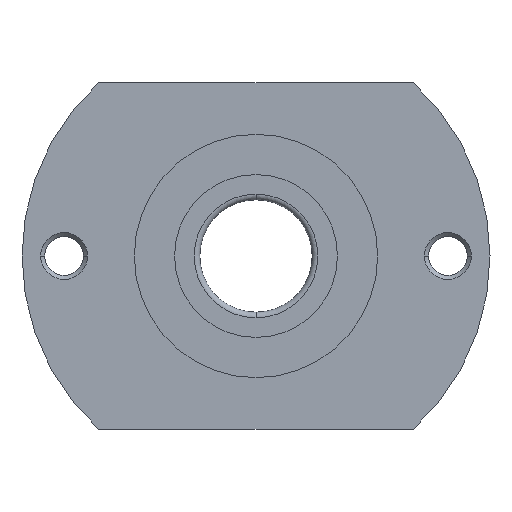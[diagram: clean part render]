
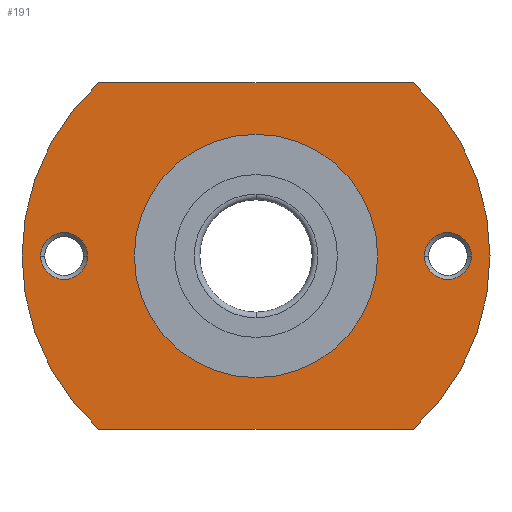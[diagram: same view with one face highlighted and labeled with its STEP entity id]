
A CAD part, left-side view. The second image highlights one B-rep face of the part: STEP entity #191.
In plain terms, the highlighted planar face has unit normal (-1, 0, 0).
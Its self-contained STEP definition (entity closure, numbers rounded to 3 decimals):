
#191 = ADVANCED_FACE( '', ( #281, #282, #283, #284 ), #285, .T. );
#281 = FACE_BOUND( '', #438, .T. );
#282 = FACE_BOUND( '', #439, .T. );
#283 = FACE_OUTER_BOUND( '', #440, .T. );
#284 = FACE_BOUND( '', #441, .T. );
#285 = PLANE( '', #442 );
#438 = EDGE_LOOP( '', ( #695, #696 ) );
#439 = EDGE_LOOP( '', ( #697, #698 ) );
#440 = EDGE_LOOP( '', ( #699, #700, #701, #702, #703, #704 ) );
#441 = EDGE_LOOP( '', ( #705, #706 ) );
#442 = AXIS2_PLACEMENT_3D( '', #707, #708, #709 );
#695 = ORIENTED_EDGE( '', *, *, #1135, .T. );
#696 = ORIENTED_EDGE( '', *, *, #1123, .T. );
#697 = ORIENTED_EDGE( '', *, *, #1139, .T. );
#698 = ORIENTED_EDGE( '', *, *, #1113, .T. );
#699 = ORIENTED_EDGE( '', *, *, #1141, .T. );
#700 = ORIENTED_EDGE( '', *, *, #1109, .T. );
#701 = ORIENTED_EDGE( '', *, *, #1146, .T. );
#702 = ORIENTED_EDGE( '', *, *, #1144, .T. );
#703 = ORIENTED_EDGE( '', *, *, #1147, .T. );
#704 = ORIENTED_EDGE( '', *, *, #1091, .T. );
#705 = ORIENTED_EDGE( '', *, *, #1148, .F. );
#706 = ORIENTED_EDGE( '', *, *, #1107, .F. );
#707 = CARTESIAN_POINT( '', ( -7.5, 19., 0. ) );
#708 = DIRECTION( '', ( -1., 0., 0. ) );
#709 = DIRECTION( '', ( 0., 1., 0. ) );
#1091 = EDGE_CURVE( '', #1252, #1256, #1258, .T. );
#1107 = EDGE_CURVE( '', #1288, #1284, #1290, .T. );
#1109 = EDGE_CURVE( '', #1294, #1291, #1295, .T. );
#1113 = EDGE_CURVE( '', #1302, #1299, #1303, .T. );
#1123 = EDGE_CURVE( '', #1320, #1317, #1321, .T. );
#1135 = EDGE_CURVE( '', #1317, #1320, #1338, .T. );
#1139 = EDGE_CURVE( '', #1299, #1302, #1342, .T. );
#1141 = EDGE_CURVE( '', #1256, #1294, #1344, .T. );
#1144 = EDGE_CURVE( '', #1350, #1348, #1351, .T. );
#1146 = EDGE_CURVE( '', #1291, #1350, #1353, .T. );
#1147 = EDGE_CURVE( '', #1348, #1252, #1354, .T. );
#1148 = EDGE_CURVE( '', #1284, #1288, #1355, .T. );
#1252 = VERTEX_POINT( '', #1522 );
#1256 = VERTEX_POINT( '', #1527 );
#1258 = CIRCLE( '', #1530, 25. );
#1284 = VERTEX_POINT( '', #1562 );
#1288 = VERTEX_POINT( '', #1567 );
#1290 = CIRCLE( '', #1570, 13. );
#1291 = VERTEX_POINT( '', #1571 );
#1294 = VERTEX_POINT( '', #1575 );
#1295 = CIRCLE( '', #1576, 25. );
#1299 = VERTEX_POINT( '', #1581 );
#1302 = VERTEX_POINT( '', #1585 );
#1303 = CIRCLE( '', #1586, 2.5 );
#1317 = VERTEX_POINT( '', #1605 );
#1320 = VERTEX_POINT( '', #1609 );
#1321 = CIRCLE( '', #1610, 2.5 );
#1338 = CIRCLE( '', #1632, 2.5 );
#1342 = CIRCLE( '', #1636, 2.5 );
#1344 = LINE( '', #1639, #1640 );
#1348 = VERTEX_POINT( '', #1645 );
#1350 = VERTEX_POINT( '', #1648 );
#1351 = LINE( '', #1649, #1650 );
#1353 = CIRCLE( '', #1653, 25. );
#1354 = CIRCLE( '', #1654, 25. );
#1355 = CIRCLE( '', #1655, 13. );
#1522 = CARTESIAN_POINT( '', ( -7.5, 25., 0. ) );
#1527 = CARTESIAN_POINT( '', ( -7.5, 16.815, -18.5 ) );
#1530 = AXIS2_PLACEMENT_3D( '', #1854, #1855, #1856 );
#1562 = CARTESIAN_POINT( '', ( -7.5, 13., 0. ) );
#1567 = CARTESIAN_POINT( '', ( -7.5, -13., 0. ) );
#1570 = AXIS2_PLACEMENT_3D( '', #1886, #1887, #1888 );
#1571 = CARTESIAN_POINT( '', ( -7.5, -25., 0. ) );
#1575 = CARTESIAN_POINT( '', ( -7.5, -16.815, -18.5 ) );
#1576 = AXIS2_PLACEMENT_3D( '', #1890, #1891, #1892 );
#1581 = CARTESIAN_POINT( '', ( -7.5, -18., 0. ) );
#1585 = CARTESIAN_POINT( '', ( -7.5, -23., 0. ) );
#1586 = AXIS2_PLACEMENT_3D( '', #1898, #1899, #1900 );
#1605 = CARTESIAN_POINT( '', ( -7.5, 23., 0. ) );
#1609 = CARTESIAN_POINT( '', ( -7.5, 18., 0. ) );
#1610 = AXIS2_PLACEMENT_3D( '', #1916, #1917, #1918 );
#1632 = AXIS2_PLACEMENT_3D( '', #1942, #1943, #1944 );
#1636 = AXIS2_PLACEMENT_3D( '', #1954, #1955, #1956 );
#1639 = CARTESIAN_POINT( '', ( -7.5, 22., -18.5 ) );
#1640 = VECTOR( '', #1958, 1. );
#1645 = CARTESIAN_POINT( '', ( -7.5, 16.815, 18.5 ) );
#1648 = CARTESIAN_POINT( '', ( -7.5, -16.815, 18.5 ) );
#1649 = CARTESIAN_POINT( '', ( -7.5, -3., 18.5 ) );
#1650 = VECTOR( '', #1961, 1. );
#1653 = AXIS2_PLACEMENT_3D( '', #1963, #1964, #1965 );
#1654 = AXIS2_PLACEMENT_3D( '', #1966, #1967, #1968 );
#1655 = AXIS2_PLACEMENT_3D( '', #1969, #1970, #1971 );
#1854 = CARTESIAN_POINT( '', ( -7.5, 0., 0. ) );
#1855 = DIRECTION( '', ( -1., 0., 0. ) );
#1856 = DIRECTION( '', ( 0., 1., 0. ) );
#1886 = CARTESIAN_POINT( '', ( -7.5, 0., 0. ) );
#1887 = DIRECTION( '', ( -1., 0., 0. ) );
#1888 = DIRECTION( '', ( 0., 1., 0. ) );
#1890 = CARTESIAN_POINT( '', ( -7.5, 0., 0. ) );
#1891 = DIRECTION( '', ( -1., 0., 0. ) );
#1892 = DIRECTION( '', ( 0., 1., 0. ) );
#1898 = CARTESIAN_POINT( '', ( -7.5, -20.5, 0. ) );
#1899 = DIRECTION( '', ( 1., 0., 0. ) );
#1900 = DIRECTION( '', ( 0., 1., 0. ) );
#1916 = CARTESIAN_POINT( '', ( -7.5, 20.5, 0. ) );
#1917 = DIRECTION( '', ( 1., 0., 0. ) );
#1918 = DIRECTION( '', ( 0., 1., 0. ) );
#1942 = CARTESIAN_POINT( '', ( -7.5, 20.5, 0. ) );
#1943 = DIRECTION( '', ( 1., 0., 0. ) );
#1944 = DIRECTION( '', ( 0., 1., 0. ) );
#1954 = CARTESIAN_POINT( '', ( -7.5, -20.5, 0. ) );
#1955 = DIRECTION( '', ( 1., 0., 0. ) );
#1956 = DIRECTION( '', ( 0., 1., 0. ) );
#1958 = DIRECTION( '', ( 0., -1., 0. ) );
#1961 = DIRECTION( '', ( 0., 1., 0. ) );
#1963 = CARTESIAN_POINT( '', ( -7.5, 0., 0. ) );
#1964 = DIRECTION( '', ( -1., 0., 0. ) );
#1965 = DIRECTION( '', ( 0., 1., 0. ) );
#1966 = CARTESIAN_POINT( '', ( -7.5, 0., 0. ) );
#1967 = DIRECTION( '', ( -1., 0., 0. ) );
#1968 = DIRECTION( '', ( 0., 1., 0. ) );
#1969 = CARTESIAN_POINT( '', ( -7.5, 0., 0. ) );
#1970 = DIRECTION( '', ( -1., 0., 0. ) );
#1971 = DIRECTION( '', ( 0., 1., 0. ) );
